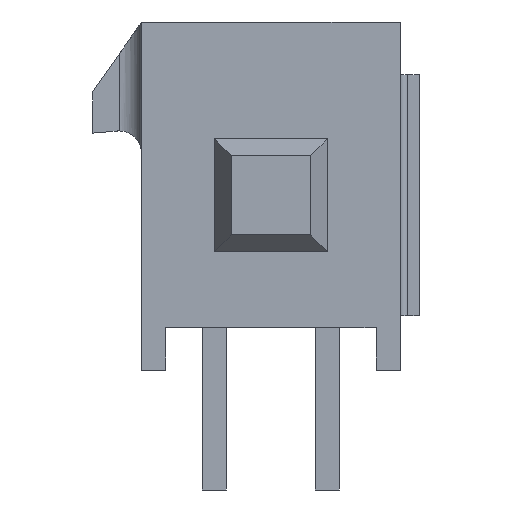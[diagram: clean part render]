
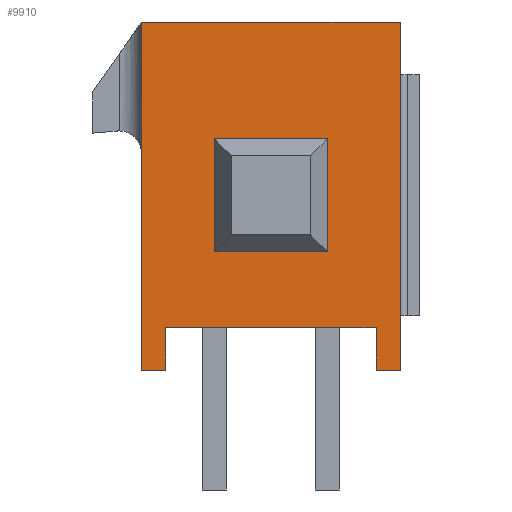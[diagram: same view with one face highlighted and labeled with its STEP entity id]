
A CAD part, left-side view. The second image highlights one B-rep face of the part: STEP entity #9910.
In plain terms, the highlighted planar face has unit normal (-1, 0, 0).
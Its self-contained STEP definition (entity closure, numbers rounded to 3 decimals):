
#9139=CARTESIAN_POINT('',(-15.43,-2.79,1.13));
#9140=VERTEX_POINT('',#9139);
#9141=CARTESIAN_POINT('',(-15.43,2.79,1.13));
#9142=VERTEX_POINT('',#9141);
#9143=CARTESIAN_POINT('',(-15.43,-2.79,1.13));
#9144=DIRECTION('',(0.0,1.0,0.0));
#9145=VECTOR('',#9144,5.58);
#9146=LINE('',#9143,#9145);
#9147=EDGE_CURVE('',#9140,#9142,#9146,.T.);
#9814=CARTESIAN_POINT('',(-15.43,3.773,9.702));
#9815=DIRECTION('',(1.0,0.0,0.0));
#9816=DIRECTION('',(0.0,0.0,-1.0));
#9817=AXIS2_PLACEMENT_3D('',#9814,#9815,#9816);
#9818=PLANE('',#9817);
#9819=CARTESIAN_POINT('',(-15.43,2.79,0.));
#9820=VERTEX_POINT('',#9819);
#9821=CARTESIAN_POINT('',(-15.43,3.43,0.));
#9822=VERTEX_POINT('',#9821);
#9823=CARTESIAN_POINT('',(-15.43,2.79,0.));
#9824=DIRECTION('',(0.0,1.0,0.0));
#9825=VECTOR('',#9824,0.64);
#9826=LINE('',#9823,#9825);
#9827=EDGE_CURVE('',#9820,#9822,#9826,.T.);
#9828=ORIENTED_EDGE('',*,*,#9827,.F.);
#9829=CARTESIAN_POINT('',(-15.43,2.79,1.13));
#9830=DIRECTION('',(0.0,0.0,-1.0));
#9831=VECTOR('',#9830,1.13);
#9832=LINE('',#9829,#9831);
#9833=EDGE_CURVE('',#9142,#9820,#9832,.T.);
#9834=ORIENTED_EDGE('',*,*,#9833,.F.);
#9835=ORIENTED_EDGE('',*,*,#9147,.F.);
#9836=CARTESIAN_POINT('',(-15.43,-2.79,0.));
#9837=VERTEX_POINT('',#9836);
#9838=CARTESIAN_POINT('',(-15.43,-2.79,0.));
#9839=DIRECTION('',(0.0,0.0,1.0));
#9840=VECTOR('',#9839,1.13);
#9841=LINE('',#9838,#9840);
#9842=EDGE_CURVE('',#9837,#9140,#9841,.T.);
#9843=ORIENTED_EDGE('',*,*,#9842,.F.);
#9844=CARTESIAN_POINT('',(-15.43,-3.43,0.));
#9845=VERTEX_POINT('',#9844);
#9846=CARTESIAN_POINT('',(-15.43,-3.43,0.));
#9847=DIRECTION('',(0.0,1.0,0.0));
#9848=VECTOR('',#9847,0.64);
#9849=LINE('',#9846,#9848);
#9850=EDGE_CURVE('',#9845,#9837,#9849,.T.);
#9851=ORIENTED_EDGE('',*,*,#9850,.F.);
#9852=CARTESIAN_POINT('',(-15.43,-3.43,9.24));
#9853=VERTEX_POINT('',#9852);
#9854=CARTESIAN_POINT('',(-15.43,-3.43,9.24));
#9855=DIRECTION('',(0.0,0.0,-1.0));
#9856=VECTOR('',#9855,9.24);
#9857=LINE('',#9854,#9856);
#9858=EDGE_CURVE('',#9853,#9845,#9857,.T.);
#9859=ORIENTED_EDGE('',*,*,#9858,.F.);
#9860=CARTESIAN_POINT('',(-15.43,3.43,9.24));
#9861=VERTEX_POINT('',#9860);
#9862=CARTESIAN_POINT('',(-15.43,3.43,9.24));
#9863=DIRECTION('',(0.0,-1.0,0.0));
#9864=VECTOR('',#9863,6.86);
#9865=LINE('',#9862,#9864);
#9866=EDGE_CURVE('',#9861,#9853,#9865,.T.);
#9867=ORIENTED_EDGE('',*,*,#9866,.F.);
#9868=CARTESIAN_POINT('',(-15.43,3.43,0.));
#9869=DIRECTION('',(0.0,0.0,1.0));
#9870=VECTOR('',#9869,9.24);
#9871=LINE('',#9868,#9870);
#9872=EDGE_CURVE('',#9822,#9861,#9871,.T.);
#9873=ORIENTED_EDGE('',*,*,#9872,.F.);
#9874=EDGE_LOOP('',(#9828,#9834,#9835,#9843,#9851,#9859,#9867,#9873));
#9875=FACE_OUTER_BOUND('',#9874,.T.);
#9876=CARTESIAN_POINT('',(-15.43,-1.,3.64));
#9877=VERTEX_POINT('',#9876);
#9878=CARTESIAN_POINT('',(-15.43,1.,3.64));
#9879=VERTEX_POINT('',#9878);
#9880=CARTESIAN_POINT('',(-15.43,-1.,3.64));
#9881=DIRECTION('',(0.0,1.0,0.0));
#9882=VECTOR('',#9881,2.0);
#9883=LINE('',#9880,#9882);
#9884=EDGE_CURVE('',#9877,#9879,#9883,.T.);
#9885=ORIENTED_EDGE('',*,*,#9884,.T.);
#9886=CARTESIAN_POINT('',(-15.43,1.,5.64));
#9887=VERTEX_POINT('',#9886);
#9888=CARTESIAN_POINT('',(-15.43,1.,5.64));
#9889=DIRECTION('',(0.0,0.0,-1.0));
#9890=VECTOR('',#9889,2.0);
#9891=LINE('',#9888,#9890);
#9892=EDGE_CURVE('',#9887,#9879,#9891,.T.);
#9893=ORIENTED_EDGE('',*,*,#9892,.F.);
#9894=CARTESIAN_POINT('',(-15.43,-1.,5.64));
#9895=VERTEX_POINT('',#9894);
#9896=CARTESIAN_POINT('',(-15.43,-1.,5.64));
#9897=DIRECTION('',(0.0,1.0,0.0));
#9898=VECTOR('',#9897,2.0);
#9899=LINE('',#9896,#9898);
#9900=EDGE_CURVE('',#9895,#9887,#9899,.T.);
#9901=ORIENTED_EDGE('',*,*,#9900,.F.);
#9902=CARTESIAN_POINT('',(-15.43,-1.,5.64));
#9903=DIRECTION('',(0.0,0.0,-1.0));
#9904=VECTOR('',#9903,2.0);
#9905=LINE('',#9902,#9904);
#9906=EDGE_CURVE('',#9895,#9877,#9905,.T.);
#9907=ORIENTED_EDGE('',*,*,#9906,.T.);
#9908=EDGE_LOOP('',(#9885,#9893,#9901,#9907));
#9909=FACE_BOUND('',#9908,.T.);
#9910=ADVANCED_FACE('',(#9875,#9909),#9818,.F.);
